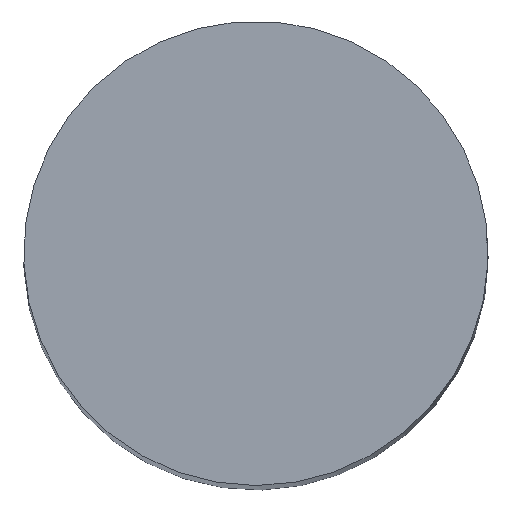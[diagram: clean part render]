
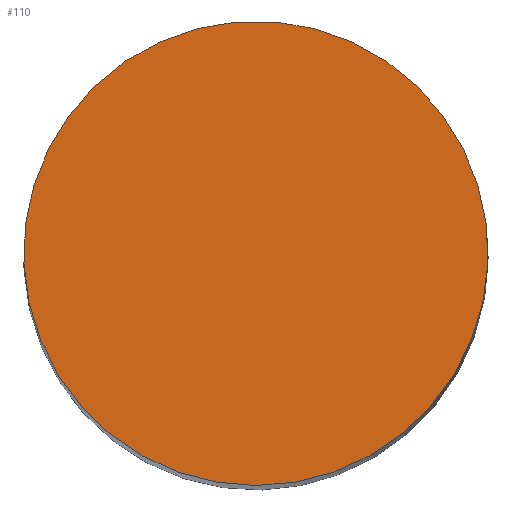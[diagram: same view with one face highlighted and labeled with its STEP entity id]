
A CAD part, top view. The second image highlights one B-rep face of the part: STEP entity #110.
In plain terms, the highlighted planar face has unit normal (0, 0, 1).
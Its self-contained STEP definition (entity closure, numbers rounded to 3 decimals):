
#110=ADVANCED_FACE('240[2]',(#284),#285,.F.);
#130=EDGE_CURVE('240[2]',#318,#318,#319,.F.);
#284=FACE_OUTER_BOUND('',#509,.T.);
#285=PLANE('',#510);
#318=VERTEX_POINT('',#565);
#319=CIRCLE('',#566,3.5);
#509=EDGE_LOOP('',(#937));
#510=AXIS2_PLACEMENT_3D('',#938,#939,#940);
#565=CARTESIAN_POINT('',(0.,-3.5,0.));
#566=AXIS2_PLACEMENT_3D('',#959,#960,#961);
#937=ORIENTED_EDGE('',*,*,#130,.T.);
#938=CARTESIAN_POINT('',(0.0,0.0,0.0));
#939=DIRECTION('',(0.,0.,-1.0));
#940=DIRECTION('',(0.,1.0,0.));
#959=CARTESIAN_POINT('',(0.0,0.0,0.0));
#960=DIRECTION('',(0.,0.,-1.0));
#961=DIRECTION('',(1.0,0.,0.));
